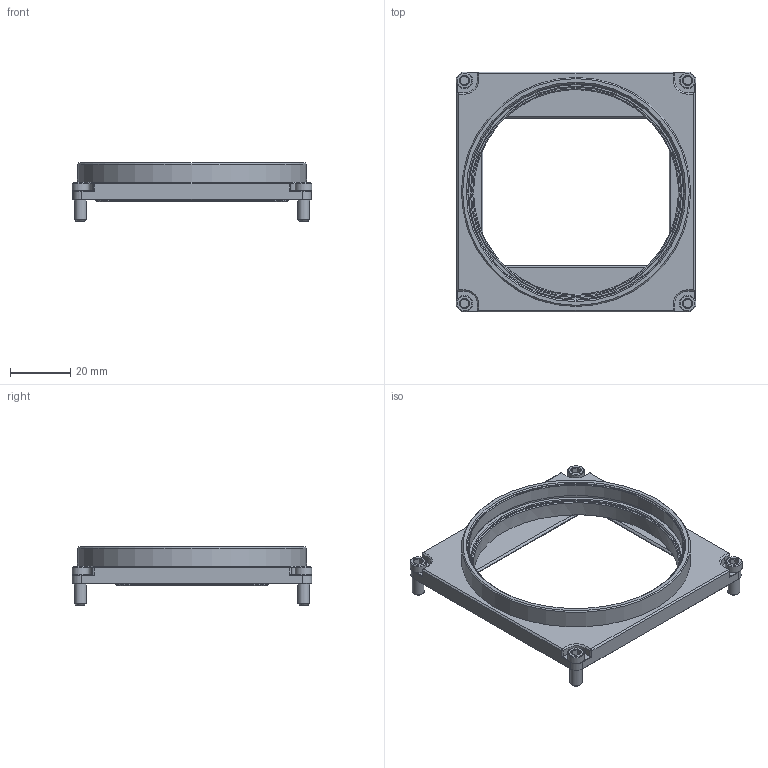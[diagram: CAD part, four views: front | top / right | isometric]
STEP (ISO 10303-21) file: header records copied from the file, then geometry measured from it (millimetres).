
FILE_DESCRIPTION(/* description */ (''),/* implementation_level */ '2;1');
FILE_NAME(/* name */ 'STP-ACCS-(ME-LA-80MM-M72-L).stp',/* time_stamp */ '2023-02-24T16:33:27+01:00',/* author */ (''),/* organization */ (''),/* preprocessor_version */ 'ST-DEVELOPER v18.102',/* originating_system */ 'SIEMENS PLM Software NX2206.3001',/* authorisation */ '');
FILE_SCHEMA (('AUTOMOTIVE_DESIGN { 1 0 10303 214 3 1 1 1 }'));
Length unit declared in the file: millimetre
Products named in the file (3): SROB-M4X10-SLH-SD; MECH-MX-M72-ADPT-L; LA-MX-M72-L-KIT
Assembly tree (5 placements, depth 2):
  LA-MX-M72-L-KIT
    MECH-MX-M72-ADPT-L
    SROB-M4X10-SLH-SD  x4
Bounding box: 79.5 x 79.5 x 19.25 mm (x, y, z)
Volume: 19319.4 mm3; surface area: 13809.1 mm2
Topology: 5 solids, 5 shells, 227 faces, 533 edges, 322 vertices
Faces by surface type: plane 120, cone 61, cylinder 42, torus 4
Full cylindrical faces by diameter (mm): 4 x8, 5.5 x4, 68 x1, 69.5 x1, 71.25 x1, 72 x1, 72.35 x1, 76 x1
Entity records: 5028 total; most frequent: CARTESIAN_POINT 956, DIRECTION 862, ORIENTED_EDGE 758, EDGE_CURVE 379, AXIS2_PLACEMENT_3D 323, VERTEX_POINT 245, EDGE_LOOP 224, LINE 216
